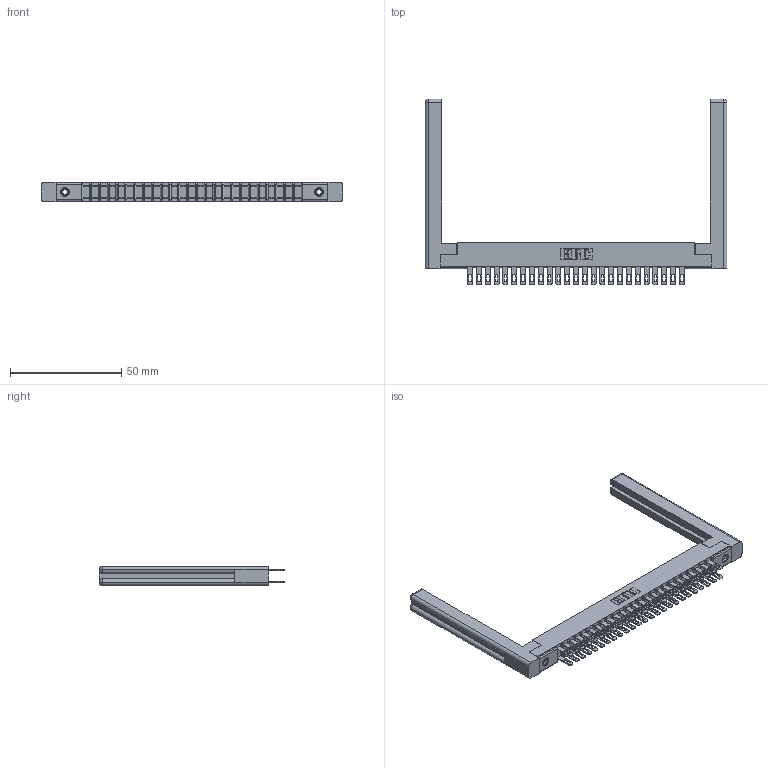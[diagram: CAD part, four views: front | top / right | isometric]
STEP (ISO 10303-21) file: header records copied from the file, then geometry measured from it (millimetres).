
FILE_DESCRIPTION (( 'STEP AP203' ), '1' );
FILE_NAME ('357-050-500-258.STEP', '2019-09-18T10:27:30', ( '' ), ( '' ), 'SwSTEP 2.0', 'SolidWorks 2016', '' );
FILE_SCHEMA (( 'CONFIG_CONTROL_DESIGN' ));
Length unit declared in the file: inch
Products named in the file (5): 345-250-001_345-250-001-102; 357-050-500-258; 307-220-058; 307 Part_.156 Dia Mounting Holes; 307-290-001_500
Assembly tree (55 placements, depth 2):
  357-050-500-258
    307 Part_.156 Dia Mounting Holes
    307-290-001_500  x50
    307-220-058  x2
    345-250-001_345-250-001-102  x2
Bounding box: 135.69 x 83.49 x 8.71 mm (x, y, z)
Volume: 16704.9 mm3; surface area: 21969.2 mm2
Topology: 55 solids, 55 shells, 2586 faces, 7177 edges, 4634 vertices
Faces by surface type: plane 1654, cylinder 856, sphere 52, torus 12, cone 12
Entity records: 26935 total; most frequent: CARTESIAN_POINT 4428, ORIENTED_EDGE 4328, DIRECTION 4304, EDGE_CURVE 2164, LINE 1648, VECTOR 1648, VERTEX_POINT 1398, AXIS2_PLACEMENT_3D 1328
